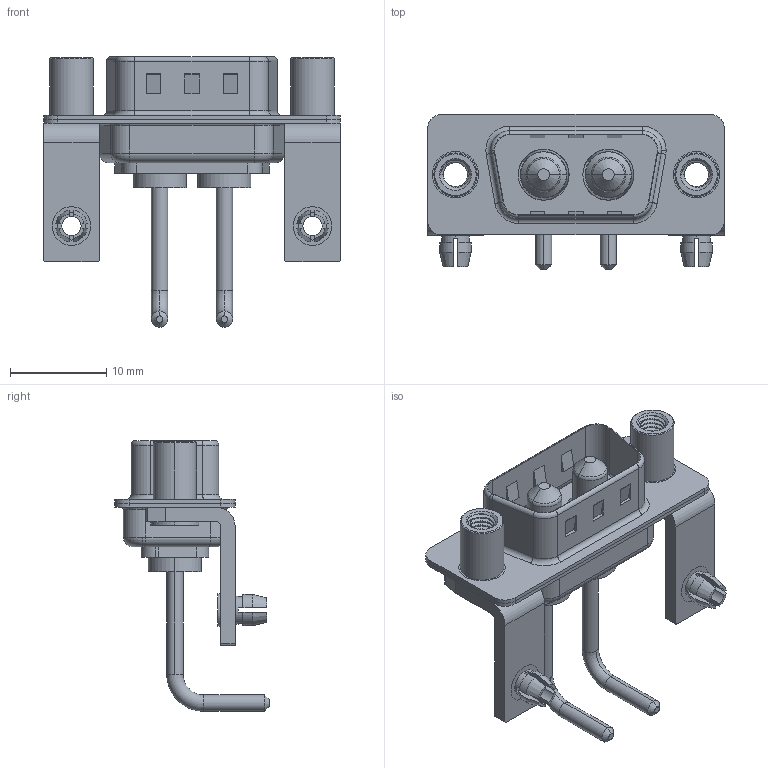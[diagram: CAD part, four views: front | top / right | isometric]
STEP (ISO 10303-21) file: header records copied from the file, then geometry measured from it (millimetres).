
FILE_DESCRIPTION (( 'STEP AP203' ), '1' );
FILE_NAME ('629-2W2-650-1TD.STEP', '2022-05-09T14:00:00', ( '' ), ( '' ), 'SwSTEP 2.0', 'SolidWorks 2020', '' );
FILE_SCHEMA (( 'CONFIG_CONTROL_DESIGN' ));
Length unit declared in the file: millimetre
Products named in the file (8): 629Combo Stabilizer Bracket; 629Combo Shell Rear_09 Contacts; 629Combo Threaded Standoff_D; 629-2W2-650-1TD; Power Pin_Ext 10A RA; 629Combo Shell Front_09 Contacts; 629Combo Board Lock; 629Combo Housing_2W2
Assembly tree (11 placements, depth 2):
  629-2W2-650-1TD
    629Combo Housing_2W2
    629Combo Shell Rear_09 Contacts
    629Combo Shell Front_09 Contacts
    629Combo Stabilizer Bracket  x2
    629Combo Board Lock  x2
    629Combo Threaded Standoff_D  x2
    Power Pin_Ext 10A RA  x2
Bounding box: 30.8 x 16.05 x 28.08 mm (x, y, z)
Volume: 1922.3 mm3; surface area: 4884.6 mm2
Topology: 13 solids, 13 shells, 580 faces, 1455 edges, 924 vertices
Faces by surface type: cylinder 275, plane 197, torus 58, cone 42, bspline 8
Entity records: 15602 total; most frequent: CARTESIAN_POINT 4601, DIRECTION 2199, ORIENTED_EDGE 2070, EDGE_CURVE 1035, AXIS2_PLACEMENT_3D 842, VERTEX_POINT 655, VECTOR 515, LINE 515
